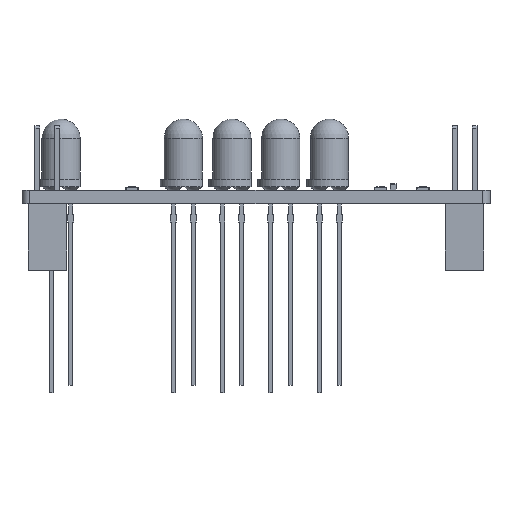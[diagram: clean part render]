
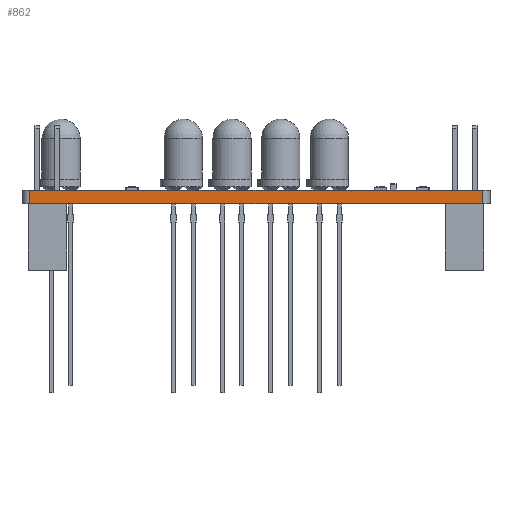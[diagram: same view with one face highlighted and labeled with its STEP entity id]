
A CAD part, front view. The second image highlights one B-rep face of the part: STEP entity #862.
In plain terms, the highlighted planar face has unit normal (0, -1, 0).
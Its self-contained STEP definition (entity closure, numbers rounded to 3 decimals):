
#248 = EDGE_CURVE('',#249,#251,#253,.T.);
#249 = VERTEX_POINT('',#250);
#250 = CARTESIAN_POINT('',(-29.,7.4,-1.691));
#251 = VERTEX_POINT('',#252);
#252 = CARTESIAN_POINT('',(-29.,7.4,0.));
#253 = LINE('',#254,#255);
#254 = CARTESIAN_POINT('',(-29.,7.4,-1.691));
#255 = VECTOR('',#256,1.);
#256 = DIRECTION('',(0.,0.,1.));
#835 = VERTEX_POINT('',#836);
#836 = CARTESIAN_POINT('',(29.,7.4,0.));
#843 = EDGE_CURVE('',#844,#835,#846,.T.);
#844 = VERTEX_POINT('',#845);
#845 = CARTESIAN_POINT('',(29.,7.4,-1.691));
#846 = LINE('',#847,#848);
#847 = CARTESIAN_POINT('',(29.,7.4,-1.691));
#848 = VECTOR('',#849,1.);
#849 = DIRECTION('',(0.,0.,1.));
#862 = ADVANCED_FACE('',(#863),#879,.T.);
#863 = FACE_BOUND('',#864,.T.);
#864 = EDGE_LOOP('',(#865,#866,#872,#873));
#865 = ORIENTED_EDGE('',*,*,#843,.T.);
#866 = ORIENTED_EDGE('',*,*,#867,.T.);
#867 = EDGE_CURVE('',#835,#251,#868,.T.);
#868 = LINE('',#869,#870);
#869 = CARTESIAN_POINT('',(29.,7.4,0.));
#870 = VECTOR('',#871,1.);
#871 = DIRECTION('',(-1.,0.,0.));
#872 = ORIENTED_EDGE('',*,*,#248,.F.);
#873 = ORIENTED_EDGE('',*,*,#874,.F.);
#874 = EDGE_CURVE('',#844,#249,#875,.T.);
#875 = LINE('',#876,#877);
#876 = CARTESIAN_POINT('',(29.,7.4,-1.691));
#877 = VECTOR('',#878,1.);
#878 = DIRECTION('',(-1.,0.,0.));
#879 = PLANE('',#880);
#880 = AXIS2_PLACEMENT_3D('',#881,#882,#883);
#881 = CARTESIAN_POINT('',(29.,7.4,-1.691));
#882 = DIRECTION('',(0.,-1.,0.));
#883 = DIRECTION('',(-1.,0.,0.));
